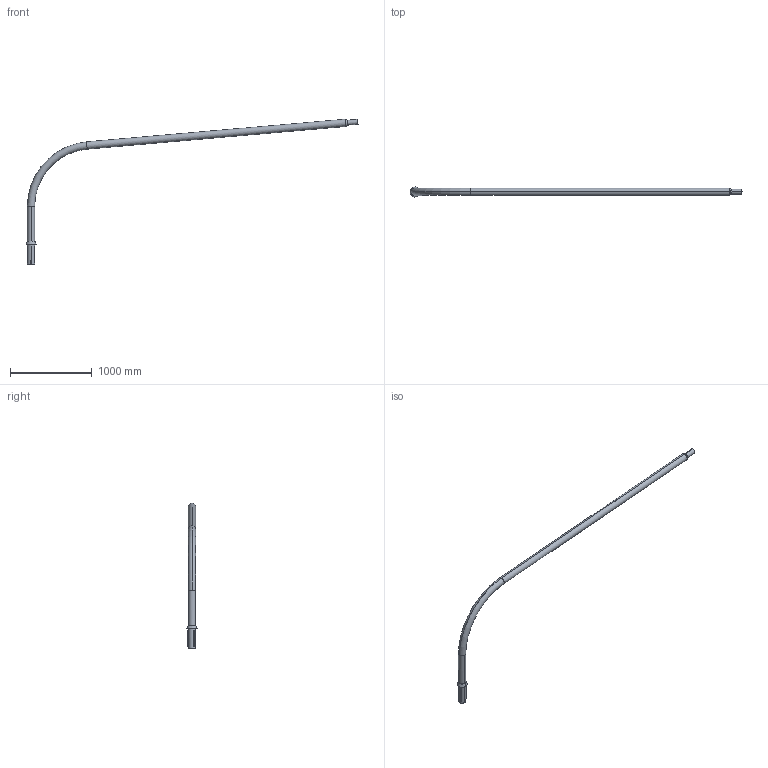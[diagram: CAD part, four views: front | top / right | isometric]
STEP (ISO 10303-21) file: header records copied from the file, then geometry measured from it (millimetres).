
FILE_DESCRIPTION (( 'STEP AP214' ), '1' );
FILE_NAME ('130450KXXX P140CO 4608250 P-OLAKEVARSI_3D.step', '2022-05-28T14:37:08', ( '' ), ( '' ), 'SwSTEP 2.0', 'SolidWorks 2021', '' );
FILE_SCHEMA (( 'AUTOMOTIVE_DESIGN' ));
Length unit declared in the file: millimetre
Products named in the file (4): OLAKEVARREN LATTA_LATTA 3X7,5X200; 130450KXXX P140CO 4608250 P-OLAKEVARSI_3D; P-OLAKEVARREN AIHIO_P140CO; SOVITERENGAS OLAKEVARSI_SOVITERENGAS D89-D114
Assembly tree (5 placements, depth 2):
  130450KXXX P140CO 4608250 P-OLAKEVARSI_3D
    P-OLAKEVARREN AIHIO_P140CO
    SOVITERENGAS OLAKEVARSI_SOVITERENGAS D89-D114
    OLAKEVARREN LATTA_LATTA 3X7,5X200  x3
Bounding box: 4063.9 x 122.72 x 1781.28 mm (x, y, z)
Volume: 4458880.8 mm3; surface area: 2796565.6 mm2
Topology: 5 solids, 5 shells, 73 faces, 166 edges, 102 vertices
Faces by surface type: plane 27, cylinder 24, torus 10, cone 10, bspline 2
Entity records: 2330 total; most frequent: CARTESIAN_POINT 727, DIRECTION 344, ORIENTED_EDGE 284, EDGE_CURVE 142, AXIS2_PLACEMENT_3D 141, VERTEX_POINT 86, CIRCLE 74, EDGE_LOOP 64
